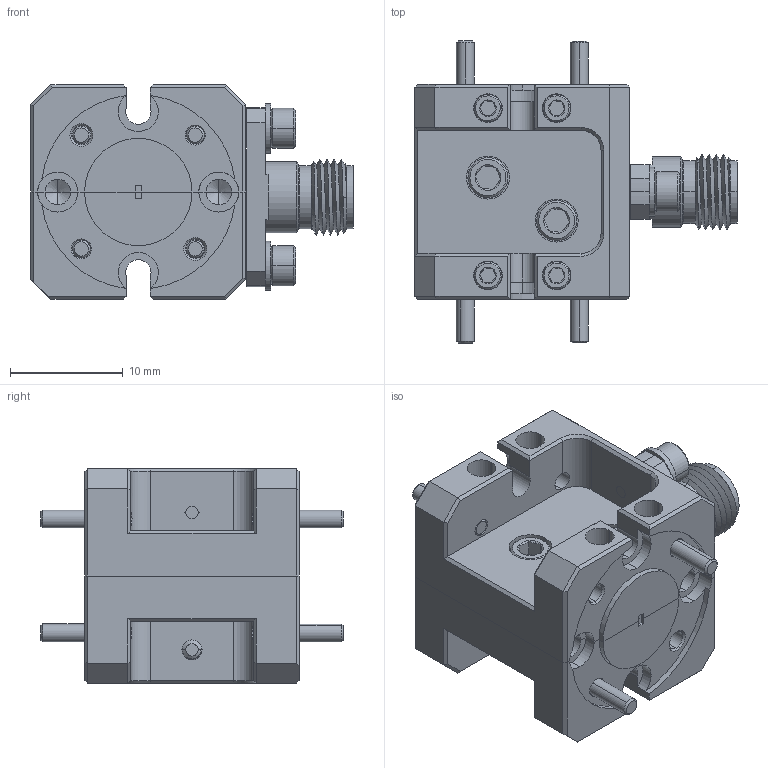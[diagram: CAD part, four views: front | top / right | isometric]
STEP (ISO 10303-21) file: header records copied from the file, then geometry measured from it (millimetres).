
FILE_DESCRIPTION (( 'STEP AP203' ), '1' );
FILE_NAME ('SFS-04-UEB.STEP', '2024-07-30T22:02:14', ( '' ), ( '' ), 'SwSTEP 2.0', 'SolidWorks 2021', '' );
FILE_SCHEMA (( 'CONFIG_CONTROL_DESIGN' ));
Length unit declared in the file: inch
Products named in the file (1): SFS-04-UEB
Bounding box: 28.57 x 26.8 x 19.05 mm (x, y, z)
Volume: 4705.9 mm3; surface area: 5411.9 mm2
Topology: 19 solids, 19 shells, 1288 faces, 3442 edges, 2190 vertices
Faces by surface type: cylinder 815, plane 257, cone 196, bspline 18, torus 2
Entity records: 55992 total; most frequent: CARTESIAN_POINT 27699, ORIENTED_EDGE 6820, DIRECTION 5096, EDGE_CURVE 3410, VERTEX_POINT 2190, AXIS2_PLACEMENT_3D 1827, LINE 1442, VECTOR 1442
